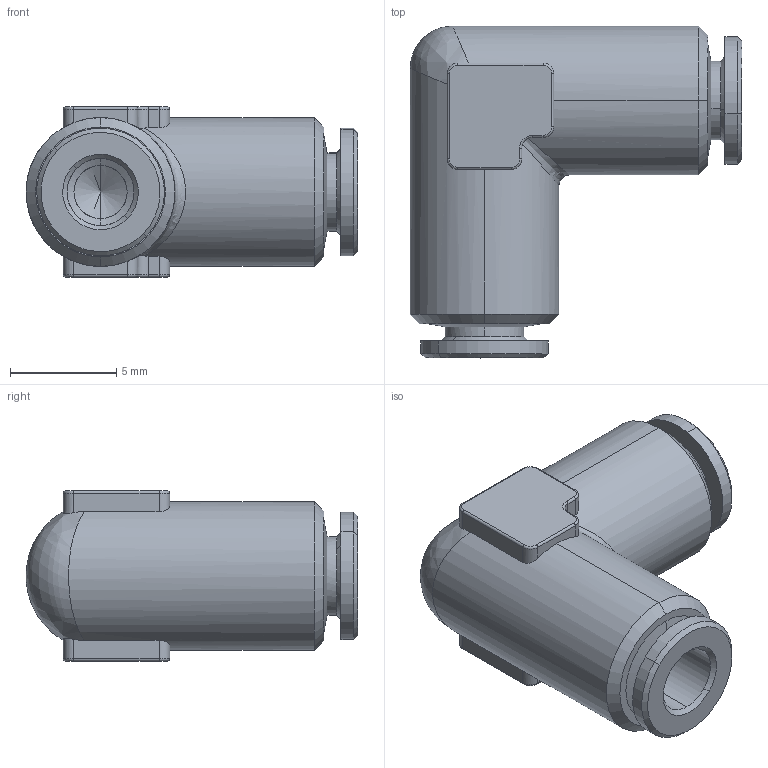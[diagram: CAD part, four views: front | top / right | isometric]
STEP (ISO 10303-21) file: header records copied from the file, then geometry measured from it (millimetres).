
FILE_DESCRIPTION (( 'STEP AP203' ), '1' );
FILE_NAME ('A0180000.STEP', '2009-04-07T09:51:01', ( 'UT1' ), ( 'sopra-pneumatic' ), 'SwSTEP 2.0', 'SolidWorks 2009', '' );
FILE_SCHEMA (( 'CONFIG_CONTROL_DESIGN' ));
Length unit declared in the file: millimetre
Products named in the file (1): A0180000
Bounding box: 15.6 x 15.6 x 8 mm (x, y, z)
Volume: 712.1 mm3; surface area: 880.3 mm2
Topology: 1 solids, 1 shells, 112 faces, 263 edges, 153 vertices
Faces by surface type: cylinder 50, cone 28, plane 20, torus 12, bspline 2
Entity records: 3412 total; most frequent: CARTESIAN_POINT 784, DIRECTION 572, ORIENTED_EDGE 518, EDGE_CURVE 259, AXIS2_PLACEMENT_3D 233, VERTEX_POINT 153, CIRCLE 122, EDGE_LOOP 118
